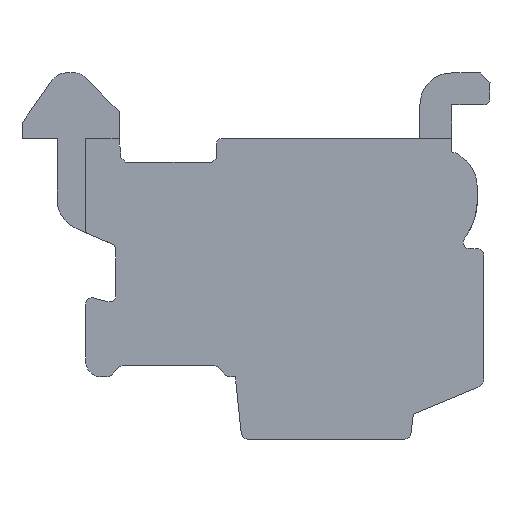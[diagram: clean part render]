
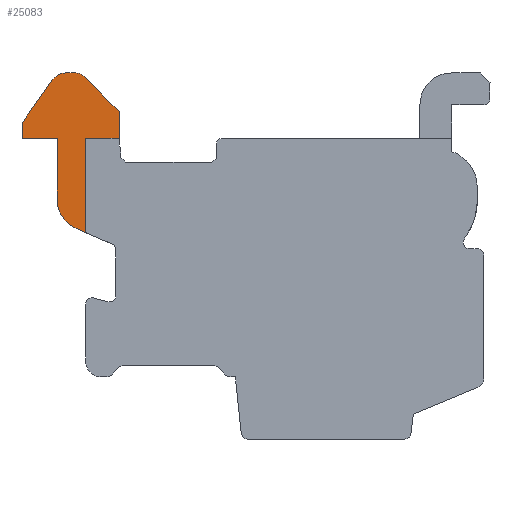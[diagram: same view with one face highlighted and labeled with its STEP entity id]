
A CAD part, front view. The second image highlights one B-rep face of the part: STEP entity #25083.
In plain terms, the highlighted planar face has unit normal (0, -1, 0).
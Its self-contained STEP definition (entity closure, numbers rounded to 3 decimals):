
#335=DIRECTION('',(0.916,0.,-0.401));
#336=VECTOR('',#335,0.328);
#337=CARTESIAN_POINT('',(-5.671,-107.9,
0.645));
#338=LINE('',#337,#336);
#6670=DIRECTION('',(-1.,0.,0.));
#6671=VECTOR('',#6670,1.1);
#6672=CARTESIAN_POINT('',(-6.27,-107.9,
3.476));
#6673=LINE('',#6672,#6671);
#6934=DIRECTION('',(0.,0.,1.));
#6935=VECTOR('',#6934,1.914);
#6936=CARTESIAN_POINT('',(-6.27,-107.9,
1.561));
#6937=LINE('',#6936,#6935);
#7238=CARTESIAN_POINT('',(-5.27,-107.9,
1.561));
#7239=DIRECTION('',(0.,1.,0.));
#7240=DIRECTION('',(-0.401,0.,-0.916));
#7241=AXIS2_PLACEMENT_3D('',#7238,#7239,#7240);
#7286=DIRECTION('',(0.,0.,-1.));
#7287=VECTOR('',#7286,0.845);
#7288=CARTESIAN_POINT('',(-4.32,-107.9,
4.32));
#7289=LINE('',#7288,#7287);
#8251=DIRECTION('',(0.,0.,1.));
#8252=VECTOR('',#8251,2.963);
#8253=CARTESIAN_POINT('',(-5.37,-107.9,
0.513));
#8254=LINE('',#8253,#8252);
#8259=CARTESIAN_POINT('',(-4.32,-107.9,
3.476));
#8260=CARTESIAN_POINT('',(-4.67,-107.9,
3.476));
#8261=CARTESIAN_POINT('',(-5.02,-107.9,
3.477));
#8262=CARTESIAN_POINT('',(-5.37,-107.9,
3.477));
#8504=DIRECTION('',(0.,0.,1.));
#8505=VECTOR('',#8504,0.475);
#8506=CARTESIAN_POINT('',(-7.37,-107.9,
3.475));
#8507=LINE('',#8506,#8505);
#8768=DIRECTION('',(0.575,0.,0.818));
#8769=VECTOR('',#8768,1.666);
#8770=CARTESIAN_POINT('',(-7.37,-107.9,
3.95));
#8771=LINE('',#8770,#8769);
#9072=CARTESIAN_POINT('',(-6.003,-107.9,
5.025));
#9073=DIRECTION('',(0.,1.,0.));
#9074=DIRECTION('',(-0.818,0.,0.575));
#9075=AXIS2_PLACEMENT_3D('',#9072,#9073,#9074);
#9340=DIRECTION('',(1.,0.,0.));
#9341=VECTOR('',#9340,0.312);
#9342=CARTESIAN_POINT('',(-6.003,-107.9,
5.525));
#9343=LINE('',#9342,#9341);
#9644=CARTESIAN_POINT('',(-5.691,-107.9,
5.125));
#9645=DIRECTION('',(0.,1.,0.));
#9646=DIRECTION('',(0.,0.,1.));
#9647=AXIS2_PLACEMENT_3D('',#9644,#9645,#9646);
#9912=DIRECTION('',(0.707,0.,-0.707));
#9913=VECTOR('',#9912,1.538);
#9914=CARTESIAN_POINT('',(-5.408,-107.9,
5.408));
#9915=LINE('',#9914,#9913);
#13043=CARTESIAN_POINT('',(-7.37,-107.9,
3.475));
#13044=CARTESIAN_POINT('',(-7.37,-107.9,
3.95));
#13045=VERTEX_POINT('',#13043);
#13046=VERTEX_POINT('',#13044);
#13047=CARTESIAN_POINT('',(-6.412,-107.9,
5.313));
#13048=VERTEX_POINT('',#13047);
#13049=CARTESIAN_POINT('',(-6.003,-107.9,
5.525));
#13050=VERTEX_POINT('',#13049);
#13051=CARTESIAN_POINT('',(-5.691,-107.9,
5.525));
#13052=VERTEX_POINT('',#13051);
#13053=CARTESIAN_POINT('',(-5.408,-107.9,
5.408));
#13054=VERTEX_POINT('',#13053);
#13055=CARTESIAN_POINT('',(-4.32,-107.9,
4.32));
#13056=VERTEX_POINT('',#13055);
#13057=CARTESIAN_POINT('',(-4.32,-107.9,
3.476));
#13058=VERTEX_POINT('',#13057);
#14831=CARTESIAN_POINT('',(-5.671,-107.9,
0.645));
#14832=CARTESIAN_POINT('',(-5.37,-107.9,
0.513));
#14833=VERTEX_POINT('',#14831);
#14834=VERTEX_POINT('',#14832);
#14837=CARTESIAN_POINT('',(-6.27,-107.9,
1.561));
#14838=VERTEX_POINT('',#14837);
#14839=CARTESIAN_POINT('',(-6.27,-107.9,
3.476));
#14840=VERTEX_POINT('',#14839);
#14841=CARTESIAN_POINT('',(-5.37,-107.9,
3.477));
#14843=VERTEX_POINT('',#14841);
#25057=CARTESIAN_POINT('',(7.33,-107.9,
3.475));
#25058=DIRECTION('',(0.,1.,0.));
#25059=DIRECTION('',(0.,0.,1.));
#25060=AXIS2_PLACEMENT_3D('',#25057,#25058,#25059);
#25061=PLANE('',#25060);
#25062=ORIENTED_EDGE('',*,*,#20638,.T.);
#25063=ORIENTED_EDGE('',*,*,#25033,.F.);
#25064=ORIENTED_EDGE('',*,*,#15119,.F.);
#25065=ORIENTED_EDGE('',*,*,#24350,.T.);
#25066=ORIENTED_EDGE('',*,*,#24045,.T.);
#25067=ORIENTED_EDGE('',*,*,#23718,.T.);
#25069=ORIENTED_EDGE('',*,*,#25068,.T.);
#25071=ORIENTED_EDGE('',*,*,#25070,.T.);
#25073=ORIENTED_EDGE('',*,*,#25072,.T.);
#25075=ORIENTED_EDGE('',*,*,#25074,.T.);
#25077=ORIENTED_EDGE('',*,*,#25076,.T.);
#25079=ORIENTED_EDGE('',*,*,#25078,.T.);
#25080=ORIENTED_EDGE('',*,*,#24444,.T.);
#25081=EDGE_LOOP('',(#25062,#25063,#25064,#25065,#25066,#25067,#25069,#25071,
#25073,#25075,#25077,#25079,#25080));
#25082=FACE_OUTER_BOUND('',#25081,.F.);
#25083=ADVANCED_FACE('',(#25082),#25061,.F.);
#7242=CIRCLE('',#7241,1.);
#8263=B_SPLINE_CURVE_WITH_KNOTS('',3,(#8259,#8260,#8261,#8262),.UNSPECIFIED.,
.F.,.F.,(4,4),(0.,1.),.UNSPECIFIED.);
#9076=CIRCLE('',#9075,0.5);
#9648=CIRCLE('',#9647,0.4);
#15119=EDGE_CURVE('',#14833,#14834,#338,.T.);
#20638=EDGE_CURVE('',#13058,#14843,#8263,.T.);
#23718=EDGE_CURVE('',#14840,#13045,#6673,.T.);
#24045=EDGE_CURVE('',#14838,#14840,#6937,.T.);
#24350=EDGE_CURVE('',#14833,#14838,#7242,.T.);
#24444=EDGE_CURVE('',#13056,#13058,#7289,.T.);
#25033=EDGE_CURVE('',#14834,#14843,#8254,.T.);
#25068=EDGE_CURVE('',#13045,#13046,#8507,.T.);
#25070=EDGE_CURVE('',#13046,#13048,#8771,.T.);
#25072=EDGE_CURVE('',#13048,#13050,#9076,.T.);
#25074=EDGE_CURVE('',#13050,#13052,#9343,.T.);
#25076=EDGE_CURVE('',#13052,#13054,#9648,.T.);
#25078=EDGE_CURVE('',#13054,#13056,#9915,.T.);
